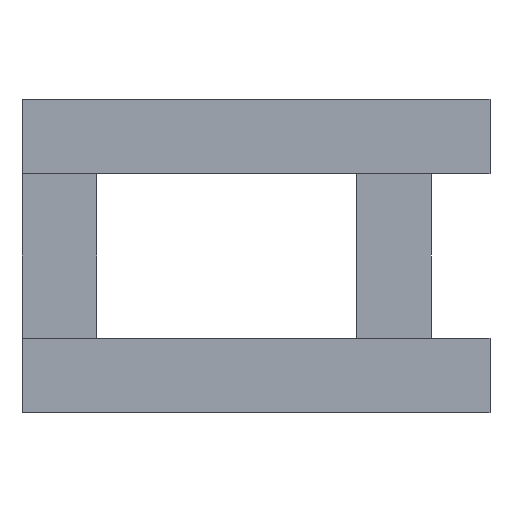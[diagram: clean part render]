
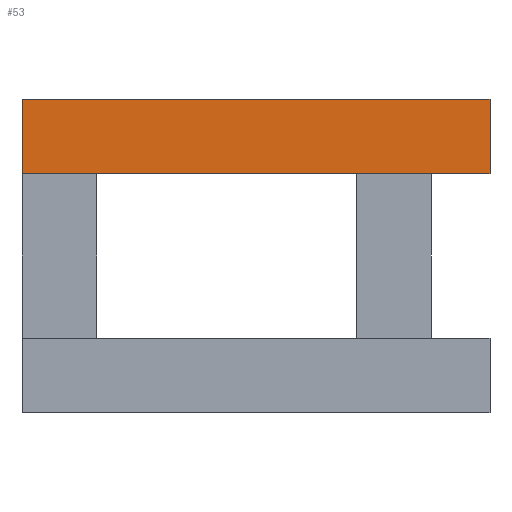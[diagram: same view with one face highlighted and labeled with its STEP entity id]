
A CAD part, front view. The second image highlights one B-rep face of the part: STEP entity #53.
In plain terms, the highlighted planar face has unit normal (0, -1, 0).
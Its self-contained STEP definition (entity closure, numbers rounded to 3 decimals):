
#38 = LINE ( 'NONE', #825, #1250 ) ;
#53 = ADVANCED_FACE ( 'NONE', ( #1695 ), #2481, .F. ) ;
#146 = VECTOR ( 'NONE', #1216, 1000. ) ;
#268 = ORIENTED_EDGE ( 'NONE', *, *, #784, .F. ) ;
#301 = CARTESIAN_POINT ( 'NONE',  ( 110., -9.525, -9.525 ) ) ;
#302 = CARTESIAN_POINT ( 'NONE',  ( 110., -9.525, 9.525 ) ) ;
#356 = VECTOR ( 'NONE', #1081, 1000. ) ;
#532 = DIRECTION ( 'NONE',  ( 0., 0., 1. ) ) ;
#561 = VERTEX_POINT ( 'NONE', #1749 ) ;
#612 = LINE ( 'NONE', #1056, #146 ) ;
#713 = CARTESIAN_POINT ( 'NONE',  ( 110., -9.525, -9.525 ) ) ;
#730 = EDGE_CURVE ( 'NONE', #1882, #561, #612, .T. ) ;
#784 = EDGE_CURVE ( 'NONE', #1065, #1530, #38, .T. ) ;
#825 = CARTESIAN_POINT ( 'NONE',  ( 110., -9.525, -9.525 ) ) ;
#851 = EDGE_CURVE ( 'NONE', #1530, #561, #1275, .T. ) ;
#857 = CARTESIAN_POINT ( 'NONE',  ( -9.525, -9.525, -9.525 ) ) ;
#861 = EDGE_CURVE ( 'NONE', #1882, #1065, #2073, .T. ) ;
#1056 = CARTESIAN_POINT ( 'NONE',  ( 110., -9.525, 9.525 ) ) ;
#1065 = VERTEX_POINT ( 'NONE', #1808 ) ;
#1081 = DIRECTION ( 'NONE',  ( 0., 0., -1. ) ) ;
#1216 = DIRECTION ( 'NONE',  ( -1., 0., 0. ) ) ;
#1250 = VECTOR ( 'NONE', #1597, 1000. ) ;
#1275 = LINE ( 'NONE', #857, #1796 ) ;
#1375 = ORIENTED_EDGE ( 'NONE', *, *, #861, .F. ) ;
#1445 = ORIENTED_EDGE ( 'NONE', *, *, #851, .F. ) ;
#1508 = DIRECTION ( 'NONE',  ( 0., 1., 0. ) ) ;
#1530 = VERTEX_POINT ( 'NONE', #2098 ) ;
#1597 = DIRECTION ( 'NONE',  ( -1., 0., 0. ) ) ;
#1695 = FACE_OUTER_BOUND ( 'NONE', #1852, .T. ) ;
#1697 = AXIS2_PLACEMENT_3D ( 'NONE', #713, #1508, #2297 ) ;
#1749 = CARTESIAN_POINT ( 'NONE',  ( -9.525, -9.525, 9.525 ) ) ;
#1796 = VECTOR ( 'NONE', #532, 1000. ) ;
#1808 = CARTESIAN_POINT ( 'NONE',  ( 110., -9.525, -9.525 ) ) ;
#1852 = EDGE_LOOP ( 'NONE', ( #1445, #268, #1375, #2114 ) ) ;
#1882 = VERTEX_POINT ( 'NONE', #302 ) ;
#2073 = LINE ( 'NONE', #301, #356 ) ;
#2098 = CARTESIAN_POINT ( 'NONE',  ( -9.525, -9.525, -9.525 ) ) ;
#2114 = ORIENTED_EDGE ( 'NONE', *, *, #730, .T. ) ;
#2297 = DIRECTION ( 'NONE',  ( 0., 0., 1. ) ) ;
#2481 = PLANE ( 'NONE',  #1697 ) ;
